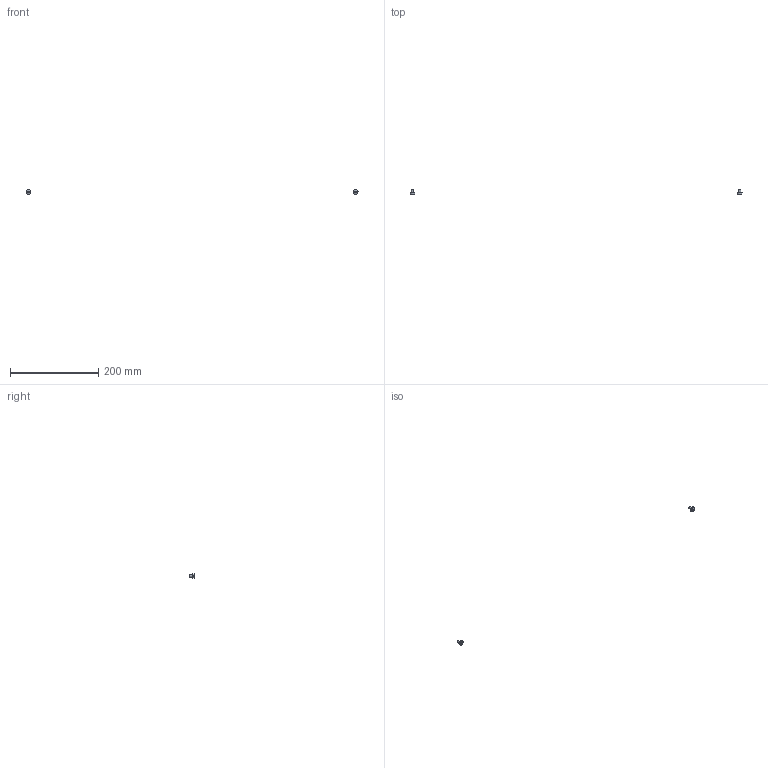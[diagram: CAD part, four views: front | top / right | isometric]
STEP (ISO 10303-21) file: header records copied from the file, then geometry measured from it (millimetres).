
FILE_DESCRIPTION(/* description */ ('Unknown'),/* implementation_level */ '2;1');
FILE_NAME(/* name */ 'BJT303010HQ',/* time_stamp */ '2018-07-26T15:02:56-04:00',/* author */ ('Unknown'),/* organization */ ('Unknown'),/* preprocessor_version */ 'ST-DEVELOPER v16.7',/* originating_system */ 'DEX',/* authorisation */ $);
FILE_SCHEMA (('AUTOMOTIVE_DESIGN {1 0 10303 214 3 1 1}'));
Length unit declared in the file: millimetre
Products named in the file (5): BJT303010HQ-A8F3; BJT303010HQ_BOITIER; BJT303010HQ_PORTE_GAUCHE; BJT303010HQ_PORTE_DROITE; 10-32 x 0.312-FENTE-carré
Assembly tree (5 placements, depth 2):
  BJT303010HQ-A8F3
    BJT303010HQ_BOITIER
    BJT303010HQ_PORTE_GAUCHE
    BJT303010HQ_PORTE_DROITE
    10-32 x 0.312-FENTE-carré  x2
Bounding box: 753.82 x 12 x 10.87 mm (x, y, z)
Volume: 812.8 mm3; surface area: 906.3 mm2
Topology: 2 solids, 2 shells, 34 faces, 86 edges, 58 vertices
Faces by surface type: plane 26, sphere 4, cylinder 4
Full cylindrical faces by diameter (mm): 4.801 x2, 10.871 x2
Entity records: 719 total; most frequent: DIRECTION 100, CARTESIAN_POINT 89, ORIENTED_EDGE 78, EDGE_CURVE 39, AXIS2_PLACEMENT_3D 38, VERTEX_POINT 27, LINE 24, VECTOR 24
